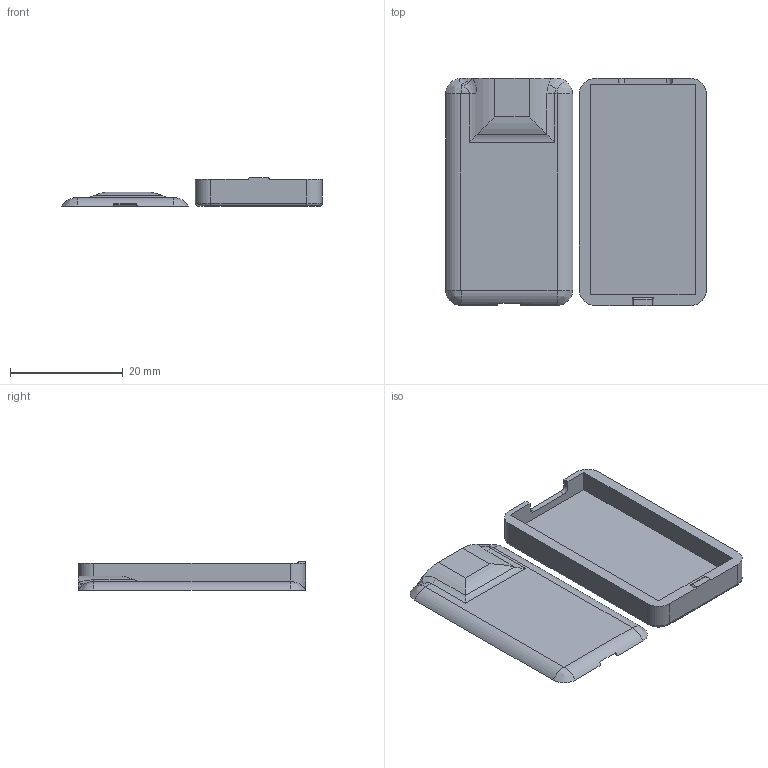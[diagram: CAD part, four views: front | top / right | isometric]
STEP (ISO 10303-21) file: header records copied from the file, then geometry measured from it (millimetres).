
FILE_DESCRIPTION(/* description */ (''),/* implementation_level */ '2;1');
FILE_NAME(/* name */ 'promicrocasenoholes v4.step',/* time_stamp */ '2023-01-13T10:58:48-06:00',/* author */ (''),/* organization */ (''),/* preprocessor_version */ 'ST-DEVELOPER v19.2',/* originating_system */ 'Autodesk Translation Framework v11.17.0.187',/* authorisation */ '');
FILE_SCHEMA (('AUTOMOTIVE_DESIGN { 1 0 10303 214 3 1 1 }'));
Length unit declared in the file: millimetre
Products named in the file (1): promicrocasenoholes
Bounding box: 46.2 x 40.25 x 5 mm (x, y, z)
Volume: 2869.6 mm3; surface area: 4630 mm2
Topology: 2 solids, 2 shells, 70 faces, 181 edges, 115 vertices
Faces by surface type: cylinder 31, plane 26, bspline 9, torus 4
Entity records: 2320 total; most frequent: CARTESIAN_POINT 583, ORIENTED_EDGE 362, DIRECTION 355, EDGE_CURVE 181, AXIS2_PLACEMENT_3D 128, VERTEX_POINT 115, LINE 99, VECTOR 99
